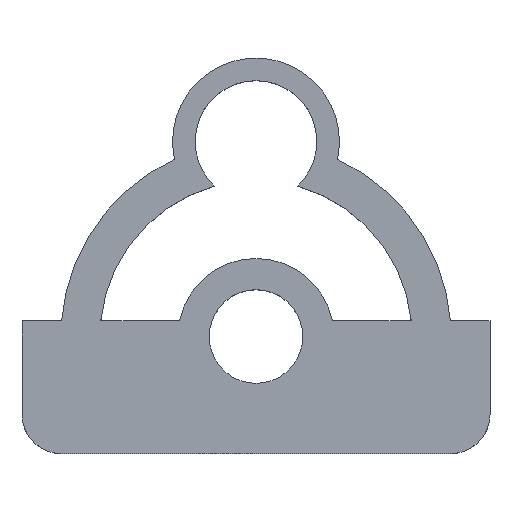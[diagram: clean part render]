
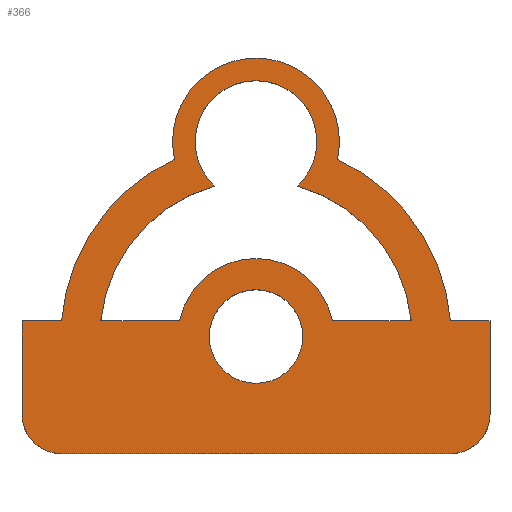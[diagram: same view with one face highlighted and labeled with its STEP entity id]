
A CAD part, top view. The second image highlights one B-rep face of the part: STEP entity #366.
In plain terms, the highlighted planar face has unit normal (0, 0, 1).
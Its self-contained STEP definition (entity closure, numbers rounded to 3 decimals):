
#15=FACE_BOUND('',#65,.T.);
#16=FACE_BOUND('',#66,.T.);
#26=PLANE('',#419);
#45=FACE_OUTER_BOUND('',#64,.T.);
#64=EDGE_LOOP('',(#305,#306,#307,#308,#309,#310,#311,#312,#313,#314));
#65=EDGE_LOOP('',(#315,#316,#317,#318,#319,#320));
#66=EDGE_LOOP('',(#321));
#75=LINE('',#558,#106);
#79=LINE('',#570,#110);
#83=LINE('',#582,#114);
#87=LINE('',#594,#118);
#90=LINE('',#600,#121);
#96=LINE('',#624,#127);
#99=LINE('',#630,#130);
#106=VECTOR('',#448,10.);
#110=VECTOR('',#460,10.);
#114=VECTOR('',#472,10.);
#118=VECTOR('',#484,10.);
#121=VECTOR('',#489,10.);
#127=VECTOR('',#515,10.);
#130=VECTOR('',#520,10.);
#132=CIRCLE('',#383,6.);
#135=CIRCLE('',#387,7.8);
#137=CIRCLE('',#390,20.);
#139=CIRCLE('',#394,10.);
#141=CIRCLE('',#398,20.);
#143=CIRCLE('',#402,5.);
#145=CIRCLE('',#407,25.);
#147=CIRCLE('',#410,10.7);
#149=CIRCLE('',#413,25.);
#151=CIRCLE('',#418,5.);
#152=VERTEX_POINT('',#534);
#156=VERTEX_POINT('',#543);
#157=VERTEX_POINT('',#545);
#159=VERTEX_POINT('',#551);
#161=VERTEX_POINT('',#557);
#163=VERTEX_POINT('',#563);
#165=VERTEX_POINT('',#569);
#168=VERTEX_POINT('',#579);
#169=VERTEX_POINT('',#581);
#171=VERTEX_POINT('',#587);
#173=VERTEX_POINT('',#593);
#175=VERTEX_POINT('',#599);
#177=VERTEX_POINT('',#605);
#179=VERTEX_POINT('',#611);
#181=VERTEX_POINT('',#617);
#183=VERTEX_POINT('',#623);
#185=VERTEX_POINT('',#629);
#186=EDGE_CURVE('',#152,#152,#132,.T.);
#191=EDGE_CURVE('',#157,#156,#135,.T.);
#194=EDGE_CURVE('',#159,#157,#137,.T.);
#197=EDGE_CURVE('',#161,#159,#75,.T.);
#200=EDGE_CURVE('',#163,#161,#139,.T.);
#203=EDGE_CURVE('',#165,#163,#79,.T.);
#206=EDGE_CURVE('',#156,#165,#141,.T.);
#209=EDGE_CURVE('',#169,#168,#83,.T.);
#212=EDGE_CURVE('',#171,#169,#143,.T.);
#215=EDGE_CURVE('',#173,#171,#87,.T.);
#218=EDGE_CURVE('',#175,#173,#90,.T.);
#221=EDGE_CURVE('',#177,#175,#145,.T.);
#224=EDGE_CURVE('',#179,#177,#147,.T.);
#227=EDGE_CURVE('',#181,#179,#149,.T.);
#230=EDGE_CURVE('',#183,#181,#96,.T.);
#233=EDGE_CURVE('',#185,#183,#99,.T.);
#236=EDGE_CURVE('',#168,#185,#151,.T.);
#305=ORIENTED_EDGE('',*,*,#236,.T.);
#306=ORIENTED_EDGE('',*,*,#233,.T.);
#307=ORIENTED_EDGE('',*,*,#230,.T.);
#308=ORIENTED_EDGE('',*,*,#227,.T.);
#309=ORIENTED_EDGE('',*,*,#224,.T.);
#310=ORIENTED_EDGE('',*,*,#221,.T.);
#311=ORIENTED_EDGE('',*,*,#218,.T.);
#312=ORIENTED_EDGE('',*,*,#215,.T.);
#313=ORIENTED_EDGE('',*,*,#212,.T.);
#314=ORIENTED_EDGE('',*,*,#209,.T.);
#315=ORIENTED_EDGE('',*,*,#206,.T.);
#316=ORIENTED_EDGE('',*,*,#203,.T.);
#317=ORIENTED_EDGE('',*,*,#200,.T.);
#318=ORIENTED_EDGE('',*,*,#197,.T.);
#319=ORIENTED_EDGE('',*,*,#194,.T.);
#320=ORIENTED_EDGE('',*,*,#191,.T.);
#321=ORIENTED_EDGE('',*,*,#186,.T.);
#366=ADVANCED_FACE('',(#45,#15,#16),#26,.T.);
#383=AXIS2_PLACEMENT_3D('',#535,#425,#426);
#387=AXIS2_PLACEMENT_3D('',#546,#435,#436);
#390=AXIS2_PLACEMENT_3D('',#552,#442,#443);
#394=AXIS2_PLACEMENT_3D('',#564,#454,#455);
#398=AXIS2_PLACEMENT_3D('',#574,#466,#467);
#402=AXIS2_PLACEMENT_3D('',#588,#478,#479);
#407=AXIS2_PLACEMENT_3D('',#606,#495,#496);
#410=AXIS2_PLACEMENT_3D('',#612,#502,#503);
#413=AXIS2_PLACEMENT_3D('',#618,#509,#510);
#418=AXIS2_PLACEMENT_3D('',#634,#526,#527);
#419=AXIS2_PLACEMENT_3D('',#635,#528,#529);
#425=DIRECTION('center_axis',(0.,0.,-1.));
#426=DIRECTION('ref_axis',(1.,0.,0.));
#435=DIRECTION('center_axis',(0.,0.,-1.));
#436=DIRECTION('ref_axis',(1.,0.,0.));
#442=DIRECTION('center_axis',(0.,0.,-1.));
#443=DIRECTION('ref_axis',(1.,0.,0.));
#448=DIRECTION('',(-1.,0.,0.));
#454=DIRECTION('center_axis',(0.,0.,1.));
#455=DIRECTION('ref_axis',(1.,0.,0.));
#460=DIRECTION('',(-1.,0.,0.));
#466=DIRECTION('center_axis',(0.,0.,-1.));
#467=DIRECTION('ref_axis',(1.,0.,0.));
#472=DIRECTION('',(1.,0.,0.));
#478=DIRECTION('center_axis',(0.,0.,1.));
#479=DIRECTION('ref_axis',(-1.,0.,0.));
#484=DIRECTION('',(0.,-1.,0.));
#489=DIRECTION('',(-1.,0.,0.));
#495=DIRECTION('center_axis',(0.,0.,1.));
#496=DIRECTION('ref_axis',(1.,0.,0.));
#502=DIRECTION('center_axis',(0.,0.,1.));
#503=DIRECTION('ref_axis',(1.,0.,0.));
#509=DIRECTION('center_axis',(0.,0.,1.));
#510=DIRECTION('ref_axis',(1.,0.,0.));
#515=DIRECTION('',(-1.,0.,0.));
#520=DIRECTION('',(0.,1.,0.));
#526=DIRECTION('center_axis',(0.,0.,1.));
#527=DIRECTION('ref_axis',(0.,-1.,0.));
#528=DIRECTION('center_axis',(0.,0.,1.));
#529=DIRECTION('ref_axis',(1.,0.,0.));
#534=CARTESIAN_POINT('',(-6.,-2.,10.));
#535=CARTESIAN_POINT('Origin',(0.,-2.,10.));
#543=CARTESIAN_POINT('',(5.306,17.283,10.));
#545=CARTESIAN_POINT('',(-5.306,17.283,10.));
#546=CARTESIAN_POINT('Origin',(0.,23.,10.));
#551=CARTESIAN_POINT('',(-19.9,0.,10.));
#552=CARTESIAN_POINT('Origin',(0.,-2.,10.));
#557=CARTESIAN_POINT('',(-9.798,0.,10.));
#558=CARTESIAN_POINT('',(30.,0.,10.));
#563=CARTESIAN_POINT('',(9.798,0.,10.));
#564=CARTESIAN_POINT('Origin',(0.,-2.,10.));
#569=CARTESIAN_POINT('',(19.9,0.,10.));
#570=CARTESIAN_POINT('',(30.,0.,10.));
#574=CARTESIAN_POINT('Origin',(0.,-2.,10.));
#579=CARTESIAN_POINT('',(25.,-17.,10.));
#581=CARTESIAN_POINT('',(-25.,-17.,10.));
#582=CARTESIAN_POINT('',(-25.,-17.,10.));
#587=CARTESIAN_POINT('',(-30.,-12.,10.));
#588=CARTESIAN_POINT('Origin',(-25.,-12.,10.));
#593=CARTESIAN_POINT('',(-30.,0.,10.));
#594=CARTESIAN_POINT('',(-30.,0.,10.));
#599=CARTESIAN_POINT('',(-24.92,0.,10.));
#600=CARTESIAN_POINT('',(30.,0.,10.));
#605=CARTESIAN_POINT('',(-10.452,20.71,10.));
#606=CARTESIAN_POINT('Origin',(0.,-2.,10.));
#611=CARTESIAN_POINT('',(10.452,20.71,10.));
#612=CARTESIAN_POINT('Origin',(0.,23.,10.));
#617=CARTESIAN_POINT('',(24.92,0.,10.));
#618=CARTESIAN_POINT('Origin',(0.,-2.,10.));
#623=CARTESIAN_POINT('',(30.,0.,10.));
#624=CARTESIAN_POINT('',(30.,0.,10.));
#629=CARTESIAN_POINT('',(30.,-12.,10.));
#630=CARTESIAN_POINT('',(30.,-12.,10.));
#634=CARTESIAN_POINT('Origin',(25.,-12.,10.));
#635=CARTESIAN_POINT('Origin',(0.,8.35,10.));
